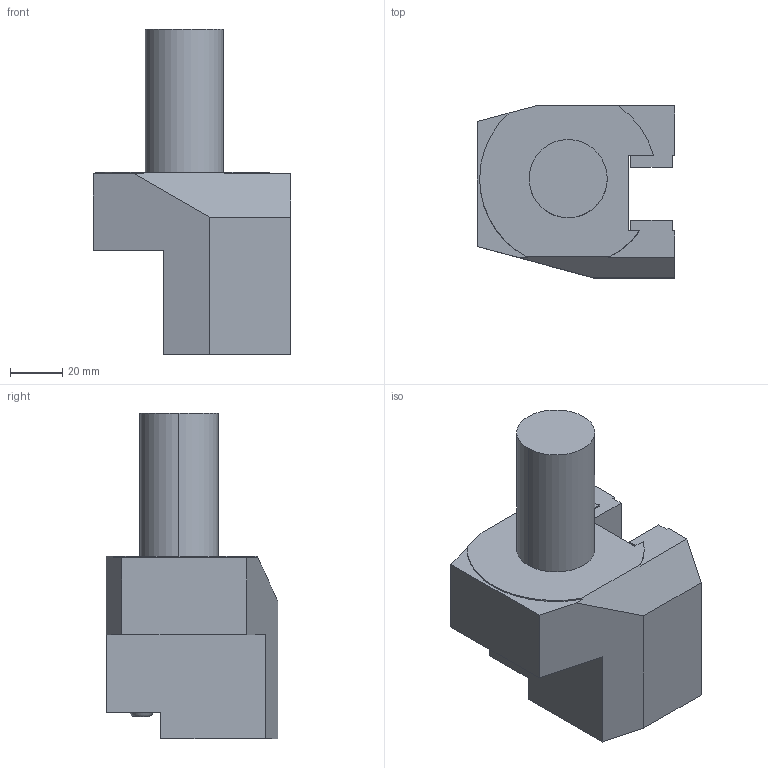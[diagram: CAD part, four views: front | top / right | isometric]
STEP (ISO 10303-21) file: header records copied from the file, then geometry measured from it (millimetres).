
FILE_DESCRIPTION(/* description */ (''),/* implementation_level */ '2;1');
FILE_NAME(/* name */ 'VDI.30-C2.20.stp',/* time_stamp */ '2024-10-02T08:12:43+02:00',/* author */ (''),/* organization */ (''),/* preprocessor_version */ 'ST-DEVELOPER v16.7',/* originating_system */ 'SIEMENS PLM Software NX 12.0',/* authorisation */ '');
FILE_SCHEMA (('AUTOMOTIVE_DESIGN { 1 0 10303 214 3 1 1 1 }'));
Length unit declared in the file: millimetre
Products named in the file (1): pf6624DC61AFpnl2
Bounding box: 76 x 66 x 125 mm (x, y, z)
Volume: 266051.4 mm3; surface area: 33304.6 mm2
Topology: 1 solids, 1 shells, 36 faces, 99 edges, 67 vertices
Faces by surface type: plane 30, cylinder 5, sphere 1
Entity records: 1218 total; most frequent: CARTESIAN_POINT 214, ORIENTED_EDGE 200, DIRECTION 195, EDGE_CURVE 100, LINE 81, VECTOR 81, VERTEX_POINT 68, AXIS2_PLACEMENT_3D 57
